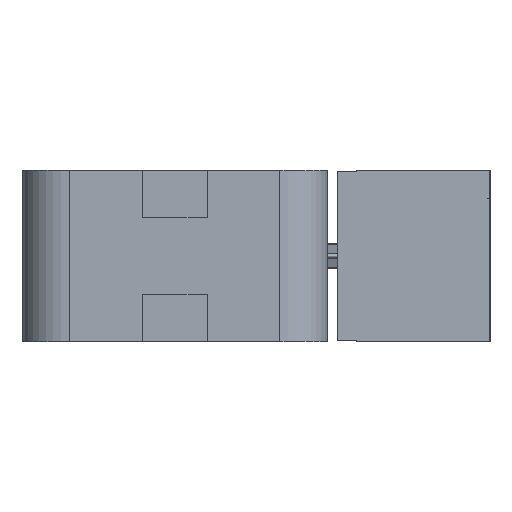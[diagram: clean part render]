
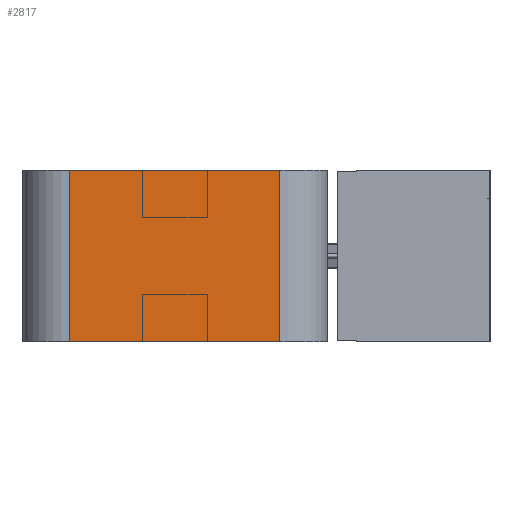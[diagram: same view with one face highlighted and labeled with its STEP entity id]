
A CAD part, left-side view. The second image highlights one B-rep face of the part: STEP entity #2817.
In plain terms, the highlighted planar face has unit normal (-1, 0, 0).
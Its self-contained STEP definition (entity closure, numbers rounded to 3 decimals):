
#45=DIRECTION('',(0.,0.,1.));
#46=VECTOR('',#45,18.);
#47=CARTESIAN_POINT('',(0.,5.,0.));
#48=LINE('',#47,#46);
#53=DIRECTION('',(0.,-1.,0.));
#54=VECTOR('',#53,22.);
#55=CARTESIAN_POINT('',(0.,27.,0.));
#56=LINE('',#55,#54);
#60=DIRECTION('',(0.,0.,-1.));
#61=VECTOR('',#60,18.);
#62=CARTESIAN_POINT('',(0.,27.,18.));
#63=LINE('',#62,#61);
#67=DIRECTION('',(0.,1.,0.));
#68=VECTOR('',#67,22.);
#69=CARTESIAN_POINT('',(0.,5.,18.));
#70=LINE('',#69,#68);
#2422=CARTESIAN_POINT('',(0.,5.,18.));
#2424=VERTEX_POINT('',#2422);
#2428=CARTESIAN_POINT('',(0.,5.,0.));
#2429=VERTEX_POINT('',#2428);
#2430=CARTESIAN_POINT('',(0.,27.,0.));
#2432=VERTEX_POINT('',#2430);
#2436=CARTESIAN_POINT('',(0.,27.,18.));
#2437=VERTEX_POINT('',#2436);
#2802=CARTESIAN_POINT('',(0.,0.,0.));
#2803=DIRECTION('',(-1.,0.,0.));
#2804=DIRECTION('',(0.,0.,1.));
#2805=AXIS2_PLACEMENT_3D('',#2802,#2803,#2804);
#2806=PLANE('',#2805);
#2808=ORIENTED_EDGE('',*,*,#2807,.F.);
#2810=ORIENTED_EDGE('',*,*,#2809,.F.);
#2812=ORIENTED_EDGE('',*,*,#2811,.F.);
#2814=ORIENTED_EDGE('',*,*,#2813,.F.);
#2815=EDGE_LOOP('',(#2808,#2810,#2812,#2814));
#2816=FACE_OUTER_BOUND('',#2815,.F.);
#2807=EDGE_CURVE('',#2429,#2424,#48,.T.);
#2809=EDGE_CURVE('',#2432,#2429,#56,.T.);
#2811=EDGE_CURVE('',#2437,#2432,#63,.T.);
#2813=EDGE_CURVE('',#2424,#2437,#70,.T.);
#2817=ADVANCED_FACE('',(#2816),#2806,.T.);
